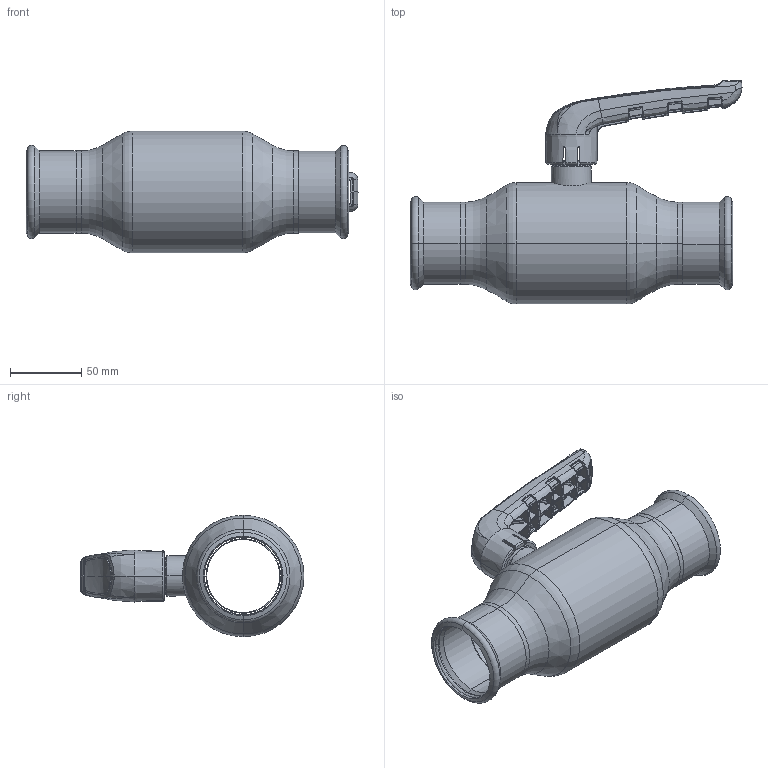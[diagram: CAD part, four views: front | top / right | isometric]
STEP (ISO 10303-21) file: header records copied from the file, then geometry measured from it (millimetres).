
FILE_DESCRIPTION (( 'STEP AP214' ), '1' );
FILE_NAME ('XPR10100 DN50 54 x 54.step', '2018-09-10T11:03:20', ( '' ), ( '' ), 'SwSTEP 2.0', 'SolidWorks 2017', '' );
FILE_SCHEMA (( 'AUTOMOTIVE_DESIGN' ));
Length unit declared in the file: millimetre
Products named in the file (1): XPR10100 DN50 54 x 54
Bounding box: 232.35 x 156.71 x 85 mm (x, y, z)
Surface area: 96612.1 mm2 (no closed solid volume)
Topology: 0 solids, 16 shells, 811 faces, 2685 edges, 1749 vertices
Faces by surface type: bspline 682, plane 40, cylinder 34, cone 30, torus 21, sphere 4
Entity records: 61904 total; most frequent: CARTESIAN_POINT 36182, ORIENTED_EDGE 4278, EDGE_CURVE 2669, B_SPLINE_CURVE_WITH_KNOTS 1875, VERTEX_POINT 1747, DIRECTION 1687, EDGE_LOOP 820, UNCERTAINTY_MEASURE_WITH_UNIT 813
